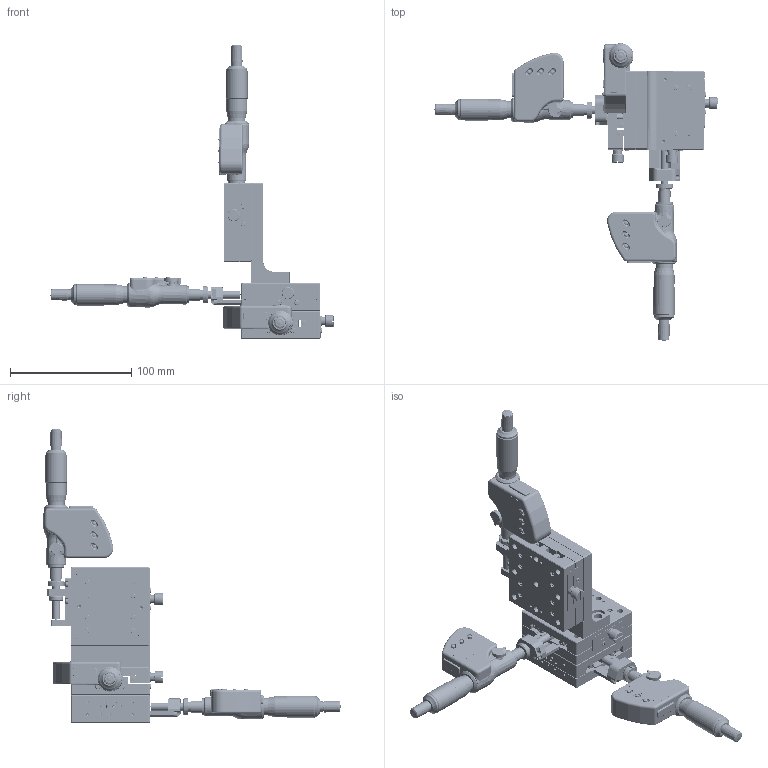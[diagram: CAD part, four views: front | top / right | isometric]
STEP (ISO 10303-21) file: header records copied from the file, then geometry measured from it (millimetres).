
FILE_DESCRIPTION(/* description */ (''),/* implementation_level */ '2;1');
FILE_NAME(/* name */ '3 axis stage with digital micrometer TADC.stp',/* time_stamp */ '2023-04-05T09:37:54-07:00',/* author */ ('sean'),/* organization */ (''),/* preprocessor_version */ 'ST-DEVELOPER v18.1',/* originating_system */ 'Autodesk Inventor 2022',/* authorisation */ '');
FILE_SCHEMA (('AUTOMOTIVE_DESIGN { 1 0 10303 214 3 1 1 }'));
Products named in the file (9): 3 axis stage with digital micrometer TADC; TADC-652WC25UU; TADC651C25UU-M02-13001-S04; TADC652WC25UU-M02-13001-S01; TADC651C25UU-M02-13001-S03; TADC-653L25UU; TADC653L25UU-M02-13001-S04; TADC653L25UU-M02-13001-S03; MHN2-25M
Assembly tree (10 placements, depth 3):
  3 axis stage with digital micrometer TADC
    TADC-652WC25UU
      TADC651C25UU-M02-13001-S04
      TADC652WC25UU-M02-13001-S01
      TADC651C25UU-M02-13001-S03
    TADC-653L25UU
      TADC653L25UU-M02-13001-S04
      TADC653L25UU-M02-13001-S03
    MHN2-25M  x3
Bounding box: 233.21 x 244.92 x 242.22 mm (x, y, z)
Volume: 492649 mm3; surface area: 183649.7 mm2
Topology: 14 solids, 156 shells, 3752 faces, 8794 edges, 5657 vertices
Faces by surface type: plane 2100, cylinder 954, cone 341, torus 162, bspline 135, sphere 60
Full cylindrical faces by diameter (mm): 1.5 x24, 1.567 x48, 2 x64, 2.013 x51, 2.113 x24, 2.4 x48, 2.459 x6, 2.5 x14, 2.6 x12, 2.8 x66, 3 x86, 3.2 x9, 3.242 x3, 3.8 x48, 4 x3, 4.1 x3, 4.2 x24, 4.3 x24, 4.5 x32, 4.917 x4, 4.978 x27, 5 x9, 6 x4, 6.35 x10, 7 x17, 7.2 x3, 7.5 x3, 8 x3, 8.5 x6, 8.8 x3
Entity records: 100105 total; most frequent: CARTESIAN_POINT 21933, DIRECTION 16609, ORIENTED_EDGE 15260, EDGE_CURVE 7630, AXIS2_PLACEMENT_3D 6012, VERTEX_POINT 5013, LINE 4585, VECTOR 4585
